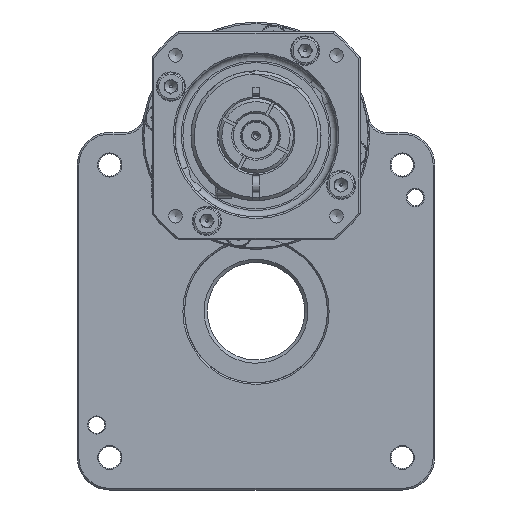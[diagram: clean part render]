
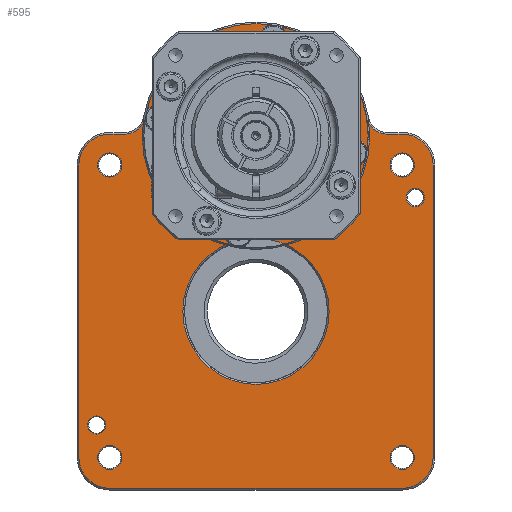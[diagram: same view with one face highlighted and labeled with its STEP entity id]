
A CAD part, front view. The second image highlights one B-rep face of the part: STEP entity #595.
In plain terms, the highlighted planar face has unit normal (0, -1, 0).
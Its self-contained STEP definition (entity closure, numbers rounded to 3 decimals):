
#349=CARTESIAN_POINT('',(-46.2,0.0,-35.0));
#350=VERTEX_POINT('',#349);
#351=CARTESIAN_POINT('',(-49.,0.0,-35.0));
#352=DIRECTION('',(0.0,-1.0,0.0));
#353=DIRECTION('',(-1.0,0.0,0.0));
#354=AXIS2_PLACEMENT_3D('',#351,#352,#353);
#355=CIRCLE('',#354,2.8);
#356=EDGE_CURVE('',#350,#350,#355,.T.);
#361=CARTESIAN_POINT('',(0.0,0.0,0.0));
#362=DIRECTION('',(0.0,-1.0,0.0));
#363=DIRECTION('',(0.0,0.0,-1.0));
#364=AXIS2_PLACEMENT_3D('',#361,#362,#363);
#365=PLANE('',#364);
#366=CARTESIAN_POINT('',(54.5,0.,45.));
#367=VERTEX_POINT('',#366);
#368=CARTESIAN_POINT('',(45.,0.,54.5));
#369=VERTEX_POINT('',#368);
#370=CARTESIAN_POINT('',(45.,0.,45.));
#371=DIRECTION('',(0.0,-1.0,0.0));
#372=DIRECTION('',(0.0,0.0,1.0));
#373=AXIS2_PLACEMENT_3D('',#370,#371,#372);
#374=CIRCLE('',#373,9.5);
#375=EDGE_CURVE('',#367,#369,#374,.T.);
#376=ORIENTED_EDGE('',*,*,#375,.T.);
#377=CARTESIAN_POINT('',(40.398,0.,54.5));
#378=VERTEX_POINT('',#377);
#379=CARTESIAN_POINT('',(45.,0.,54.5));
#380=DIRECTION('',(-1.0,0.0,0.0));
#381=VECTOR('',#380,4.602);
#382=LINE('',#379,#381);
#383=EDGE_CURVE('',#369,#378,#382,.T.);
#384=ORIENTED_EDGE('',*,*,#383,.T.);
#385=CARTESIAN_POINT('',(33.993,0.,59.89));
#386=VERTEX_POINT('',#385);
#387=CARTESIAN_POINT('',(40.398,0.,61.));
#388=DIRECTION('',(0.0,1.0,0.0));
#389=DIRECTION('',(0.0,0.0,1.0));
#390=AXIS2_PLACEMENT_3D('',#387,#388,#389);
#391=CIRCLE('',#390,6.5);
#392=EDGE_CURVE('',#378,#386,#391,.T.);
#393=ORIENTED_EDGE('',*,*,#392,.T.);
#394=CARTESIAN_POINT('',(-33.993,0.,59.89));
#395=VERTEX_POINT('',#394);
#396=CARTESIAN_POINT('',(0.0,0.0,54.0));
#397=DIRECTION('',(0.0,-1.0,0.0));
#398=DIRECTION('',(0.0,0.0,1.0));
#399=AXIS2_PLACEMENT_3D('',#396,#397,#398);
#400=CIRCLE('',#399,34.5);
#401=EDGE_CURVE('',#386,#395,#400,.T.);
#402=ORIENTED_EDGE('',*,*,#401,.T.);
#403=CARTESIAN_POINT('',(-40.398,0.,54.5));
#404=VERTEX_POINT('',#403);
#405=CARTESIAN_POINT('',(-40.398,0.,61.));
#406=DIRECTION('',(0.0,1.0,0.0));
#407=DIRECTION('',(0.0,0.0,1.0));
#408=AXIS2_PLACEMENT_3D('',#405,#406,#407);
#409=CIRCLE('',#408,6.5);
#410=EDGE_CURVE('',#395,#404,#409,.T.);
#411=ORIENTED_EDGE('',*,*,#410,.T.);
#412=CARTESIAN_POINT('',(-45.,0.,54.5));
#413=VERTEX_POINT('',#412);
#414=CARTESIAN_POINT('',(-40.398,0.,54.5));
#415=DIRECTION('',(-1.0,0.0,0.0));
#416=VECTOR('',#415,4.602);
#417=LINE('',#414,#416);
#418=EDGE_CURVE('',#404,#413,#417,.T.);
#419=ORIENTED_EDGE('',*,*,#418,.T.);
#420=CARTESIAN_POINT('',(-54.5,0.,45.));
#421=VERTEX_POINT('',#420);
#422=CARTESIAN_POINT('',(-45.,0.,45.0));
#423=DIRECTION('',(0.0,-1.0,0.0));
#424=DIRECTION('',(0.0,0.0,1.0));
#425=AXIS2_PLACEMENT_3D('',#422,#423,#424);
#426=CIRCLE('',#425,9.5);
#427=EDGE_CURVE('',#413,#421,#426,.T.);
#428=ORIENTED_EDGE('',*,*,#427,.T.);
#429=CARTESIAN_POINT('',(-54.5,0.,-45.0));
#430=VERTEX_POINT('',#429);
#431=CARTESIAN_POINT('',(-54.5,0.,45.));
#432=DIRECTION('',(0.0,0.0,-1.0));
#433=VECTOR('',#432,90.);
#434=LINE('',#431,#433);
#435=EDGE_CURVE('',#421,#430,#434,.T.);
#436=ORIENTED_EDGE('',*,*,#435,.T.);
#437=CARTESIAN_POINT('',(-45.,0.,-54.5));
#438=VERTEX_POINT('',#437);
#439=CARTESIAN_POINT('',(-45.,0.,-45.0));
#440=DIRECTION('',(0.0,-1.0,0.0));
#441=DIRECTION('',(0.0,0.0,1.0));
#442=AXIS2_PLACEMENT_3D('',#439,#440,#441);
#443=CIRCLE('',#442,9.5);
#444=EDGE_CURVE('',#430,#438,#443,.T.);
#445=ORIENTED_EDGE('',*,*,#444,.T.);
#446=CARTESIAN_POINT('',(45.,0.,-54.5));
#447=VERTEX_POINT('',#446);
#448=CARTESIAN_POINT('',(-45.,0.,-54.5));
#449=DIRECTION('',(1.0,0.0,0.0));
#450=VECTOR('',#449,90.);
#451=LINE('',#448,#450);
#452=EDGE_CURVE('',#438,#447,#451,.T.);
#453=ORIENTED_EDGE('',*,*,#452,.T.);
#454=CARTESIAN_POINT('',(54.5,0.,-45.0));
#455=VERTEX_POINT('',#454);
#456=CARTESIAN_POINT('',(45.,0.,-45.0));
#457=DIRECTION('',(0.0,-1.0,0.0));
#458=DIRECTION('',(0.0,0.0,1.0));
#459=AXIS2_PLACEMENT_3D('',#456,#457,#458);
#460=CIRCLE('',#459,9.5);
#461=EDGE_CURVE('',#447,#455,#460,.T.);
#462=ORIENTED_EDGE('',*,*,#461,.T.);
#463=CARTESIAN_POINT('',(54.5,0.,-45.0));
#464=DIRECTION('',(0.0,0.0,1.0));
#465=VECTOR('',#464,90.);
#466=LINE('',#463,#465);
#467=EDGE_CURVE('',#455,#367,#466,.T.);
#468=ORIENTED_EDGE('',*,*,#467,.T.);
#469=EDGE_LOOP('',(#376,#384,#393,#402,#411,#419,#428,#436,#445,#453,#462,#468));
#470=FACE_OUTER_BOUND('',#469,.T.);
#471=CARTESIAN_POINT('',(51.8,0.0,35.0));
#472=VERTEX_POINT('',#471);
#473=CARTESIAN_POINT('',(49.,0.0,35.0));
#474=DIRECTION('',(0.0,-1.0,0.0));
#475=DIRECTION('',(-1.0,0.0,0.0));
#476=AXIS2_PLACEMENT_3D('',#473,#474,#475);
#477=CIRCLE('',#476,2.8);
#478=EDGE_CURVE('',#472,#472,#477,.T.);
#479=ORIENTED_EDGE('',*,*,#478,.F.);
#480=EDGE_LOOP('',(#479));
#481=FACE_BOUND('',#480,.T.);
#482=CARTESIAN_POINT('',(-45.,0.,-41.3));
#483=VERTEX_POINT('',#482);
#484=CARTESIAN_POINT('',(-45.,0.,-45.0));
#485=DIRECTION('',(0.0,1.0,0.0));
#486=DIRECTION('',(0.0,0.0,1.0));
#487=AXIS2_PLACEMENT_3D('',#484,#485,#486);
#488=CIRCLE('',#487,3.7);
#489=EDGE_CURVE('',#483,#483,#488,.T.);
#490=ORIENTED_EDGE('',*,*,#489,.T.);
#491=EDGE_LOOP('',(#490));
#492=FACE_BOUND('',#491,.T.);
#493=CARTESIAN_POINT('',(-45.,0.,48.7));
#494=VERTEX_POINT('',#493);
#495=CARTESIAN_POINT('',(-45.,0.,45.0));
#496=DIRECTION('',(0.0,1.0,0.0));
#497=DIRECTION('',(0.0,0.0,1.0));
#498=AXIS2_PLACEMENT_3D('',#495,#496,#497);
#499=CIRCLE('',#498,3.7);
#500=EDGE_CURVE('',#494,#494,#499,.T.);
#501=ORIENTED_EDGE('',*,*,#500,.T.);
#502=EDGE_LOOP('',(#501));
#503=FACE_BOUND('',#502,.T.);
#504=CARTESIAN_POINT('',(45.,0.,48.7));
#505=VERTEX_POINT('',#504);
#506=CARTESIAN_POINT('',(45.,0.,45.0));
#507=DIRECTION('',(0.0,1.0,0.0));
#508=DIRECTION('',(0.0,0.0,1.0));
#509=AXIS2_PLACEMENT_3D('',#506,#507,#508);
#510=CIRCLE('',#509,3.7);
#511=EDGE_CURVE('',#505,#505,#510,.T.);
#512=ORIENTED_EDGE('',*,*,#511,.T.);
#513=EDGE_LOOP('',(#512));
#514=FACE_BOUND('',#513,.T.);
#515=CARTESIAN_POINT('',(45.,0.,-41.3));
#516=VERTEX_POINT('',#515);
#517=CARTESIAN_POINT('',(45.,0.,-45.0));
#518=DIRECTION('',(0.0,1.0,0.0));
#519=DIRECTION('',(0.0,0.0,1.0));
#520=AXIS2_PLACEMENT_3D('',#517,#518,#519);
#521=CIRCLE('',#520,3.7);
#522=EDGE_CURVE('',#516,#516,#521,.T.);
#523=ORIENTED_EDGE('',*,*,#522,.T.);
#524=EDGE_LOOP('',(#523));
#525=FACE_BOUND('',#524,.T.);
#526=CARTESIAN_POINT('',(0.0,0.0,75.5));
#527=VERTEX_POINT('',#526);
#528=CARTESIAN_POINT('',(0.0,0.0,54.));
#529=DIRECTION('',(0.0,1.0,0.0));
#530=DIRECTION('',(0.0,0.0,1.0));
#531=AXIS2_PLACEMENT_3D('',#528,#529,#530);
#532=CIRCLE('',#531,21.5);
#533=EDGE_CURVE('',#527,#527,#532,.T.);
#534=ORIENTED_EDGE('',*,*,#533,.T.);
#535=EDGE_LOOP('',(#534));
#536=FACE_BOUND('',#535,.T.);
#537=CARTESIAN_POINT('',(0.0,0.0,22.5));
#538=VERTEX_POINT('',#537);
#539=CARTESIAN_POINT('',(0.0,0.0,0.0));
#540=DIRECTION('',(0.0,1.0,0.0));
#541=DIRECTION('',(0.0,0.0,1.0));
#542=AXIS2_PLACEMENT_3D('',#539,#540,#541);
#543=CIRCLE('',#542,22.5);
#544=EDGE_CURVE('',#538,#538,#543,.T.);
#545=ORIENTED_EDGE('',*,*,#544,.T.);
#546=EDGE_LOOP('',(#545));
#547=FACE_BOUND('',#546,.T.);
#548=CARTESIAN_POINT('',(-30.037,0.,60.946));
#549=VERTEX_POINT('',#548);
#550=CARTESIAN_POINT('',(-30.037,0.,59.296));
#551=DIRECTION('',(0.0,-1.0,0.0));
#552=DIRECTION('',(0.0,0.0,1.0));
#553=AXIS2_PLACEMENT_3D('',#550,#551,#552);
#554=CIRCLE('',#553,1.65);
#555=EDGE_CURVE('',#549,#549,#554,.T.);
#556=ORIENTED_EDGE('',*,*,#555,.F.);
#557=EDGE_LOOP('',(#556));
#558=FACE_BOUND('',#557,.T.);
#559=CARTESIAN_POINT('',(-5.296,0.,25.613));
#560=VERTEX_POINT('',#559);
#561=CARTESIAN_POINT('',(-5.296,0.,23.963));
#562=DIRECTION('',(0.0,-1.0,0.0));
#563=DIRECTION('',(0.0,0.0,1.0));
#564=AXIS2_PLACEMENT_3D('',#561,#562,#563);
#565=CIRCLE('',#564,1.65);
#566=EDGE_CURVE('',#560,#560,#565,.T.);
#567=ORIENTED_EDGE('',*,*,#566,.F.);
#568=EDGE_LOOP('',(#567));
#569=FACE_BOUND('',#568,.T.);
#570=CARTESIAN_POINT('',(30.037,0.,50.354));
#571=VERTEX_POINT('',#570);
#572=CARTESIAN_POINT('',(30.037,0.,48.704));
#573=DIRECTION('',(0.0,-1.0,0.0));
#574=DIRECTION('',(0.0,0.0,1.0));
#575=AXIS2_PLACEMENT_3D('',#572,#573,#574);
#576=CIRCLE('',#575,1.65);
#577=EDGE_CURVE('',#571,#571,#576,.T.);
#578=ORIENTED_EDGE('',*,*,#577,.F.);
#579=EDGE_LOOP('',(#578));
#580=FACE_BOUND('',#579,.T.);
#581=CARTESIAN_POINT('',(5.296,0.,85.687));
#582=VERTEX_POINT('',#581);
#583=CARTESIAN_POINT('',(5.296,0.,84.037));
#584=DIRECTION('',(0.0,-1.0,0.0));
#585=DIRECTION('',(0.0,0.0,1.0));
#586=AXIS2_PLACEMENT_3D('',#583,#584,#585);
#587=CIRCLE('',#586,1.65);
#588=EDGE_CURVE('',#582,#582,#587,.T.);
#589=ORIENTED_EDGE('',*,*,#588,.F.);
#590=EDGE_LOOP('',(#589));
#591=FACE_BOUND('',#590,.T.);
#592=ORIENTED_EDGE('',*,*,#356,.F.);
#593=EDGE_LOOP('',(#592));
#594=FACE_BOUND('',#593,.T.);
#595=ADVANCED_FACE('',(#470,#481,#492,#503,#514,#525,#536,#547,#558,#569,#580,#591,#594),#365,.T.);
